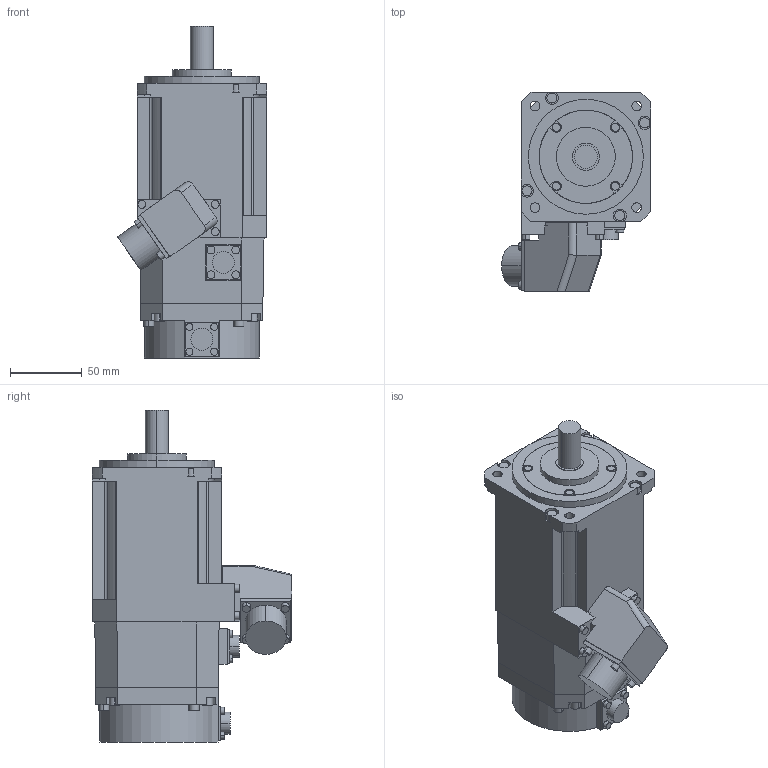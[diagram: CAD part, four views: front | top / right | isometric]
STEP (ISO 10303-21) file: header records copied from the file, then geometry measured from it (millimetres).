
FILE_DESCRIPTION((''),'2;1');
FILE_NAME('HF-JP73B_B_IF0001','2010-04-01T',('QG77621'),(''),'PRO/ENGINEER BY PARAMETRIC TECHNOLOGY CORPORATION, 2006510','PRO/ENGINEER BY PARAMETRIC TECHNOLOGY CORPORATION, 2006510','');
FILE_SCHEMA(('CONFIG_CONTROL_DESIGN'));
Length unit declared in the file: millimetre
Products named in the file (1): HF-JP73B_B_IF0001
Bounding box: 103.68 x 138.8 x 231 mm (x, y, z)
Volume: 1435442.3 mm3; surface area: 98066.5 mm2
Topology: 1 solids, 1 shells, 307 faces, 765 edges, 506 vertices
Faces by surface type: plane 182, cylinder 125
Entity records: 9316 total; most frequent: CARTESIAN_POINT 1657, DIRECTION 1643, ORIENTED_EDGE 1530, EDGE_CURVE 765, AXIS2_PLACEMENT_3D 575, VERTEX_POINT 506, VECTOR 493, LINE 493
